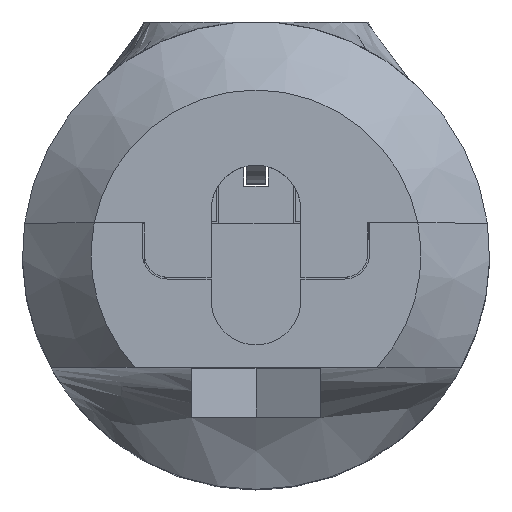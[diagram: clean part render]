
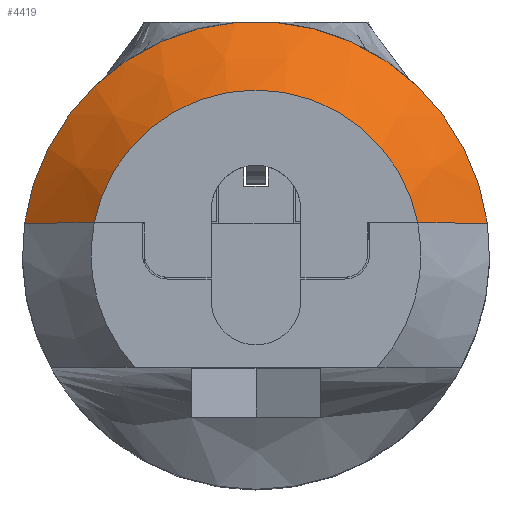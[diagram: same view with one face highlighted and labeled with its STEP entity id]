
A CAD part, top view. The second image highlights one B-rep face of the part: STEP entity #4419.
In plain terms, the highlighted conical face has half-angle 45 degrees and reference radius 7.986 mm.
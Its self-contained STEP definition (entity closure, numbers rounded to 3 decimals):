
#1390=FACE_OUTER_BOUND('',#1627,.T.);
#1627=EDGE_LOOP('',(#3762,#3763,#3764,#3765));
#1808=CIRCLE('',#4795,6.611);
#1809=CIRCLE('',#4796,9.361);
#1866=(
BOUNDED_CURVE()
B_SPLINE_CURVE(2,(#7518,#7519,#7520),.UNSPECIFIED.,.F.,.F.)
B_SPLINE_CURVE_WITH_KNOTS((3,3),(3.492,4.321),
 .UNSPECIFIED.)
CURVE()
GEOMETRIC_REPRESENTATION_ITEM()
RATIONAL_B_SPLINE_CURVE((1.124,1.077,1.))
REPRESENTATION_ITEM('')
);
#1868=(
BOUNDED_CURVE()
B_SPLINE_CURVE(2,(#7545,#7546,#7547),.UNSPECIFIED.,.F.,.F.)
B_SPLINE_CURVE_WITH_KNOTS((3,3),(0.,0.828),.UNSPECIFIED.)
CURVE()
GEOMETRIC_REPRESENTATION_ITEM()
RATIONAL_B_SPLINE_CURVE((1.,1.077,1.124))
REPRESENTATION_ITEM('')
);
#2145=VERTEX_POINT('',#7515);
#2146=VERTEX_POINT('',#7517);
#2152=VERTEX_POINT('',#7542);
#2153=VERTEX_POINT('',#7544);
#2714=EDGE_CURVE('',#2146,#2145,#1866,.T.);
#2721=EDGE_CURVE('',#2145,#2152,#1808,.T.);
#2722=EDGE_CURVE('',#2152,#2153,#1868,.T.);
#2723=EDGE_CURVE('',#2153,#2146,#1809,.T.);
#3762=ORIENTED_EDGE('',*,*,#2714,.T.);
#3763=ORIENTED_EDGE('',*,*,#2721,.T.);
#3764=ORIENTED_EDGE('',*,*,#2722,.T.);
#3765=ORIENTED_EDGE('',*,*,#2723,.T.);
#4280=CONICAL_SURFACE('',#4794,7.986,0.785);
#4419=ADVANCED_FACE('',(#1390),#4280,.T.);
#4794=AXIS2_PLACEMENT_3D('',#7541,#5687,#5688);
#4795=AXIS2_PLACEMENT_3D('',#7543,#5689,#5690);
#4796=AXIS2_PLACEMENT_3D('',#7548,#5691,#5692);
#5687=DIRECTION('center_axis',(0.,0.,-1.));
#5688=DIRECTION('ref_axis',(-0.991,0.137,0.));
#5689=DIRECTION('center_axis',(0.,0.,-1.));
#5690=DIRECTION('ref_axis',(-0.991,0.137,0.));
#5691=DIRECTION('center_axis',(0.,0.,1.));
#5692=DIRECTION('ref_axis',(-0.991,0.137,0.));
#7515=CARTESIAN_POINT('',(-6.485,1.286,26.5));
#7517=CARTESIAN_POINT('',(-9.272,1.286,23.75));
#7518=CARTESIAN_POINT('Ctrl Pts',(-9.272,1.286,23.75));
#7519=CARTESIAN_POINT('Ctrl Pts',(-7.638,1.286,25.368));
#7520=CARTESIAN_POINT('Ctrl Pts',(-6.485,1.286,26.5));
#7541=CARTESIAN_POINT('Origin',(0.,0.,25.125));
#7542=CARTESIAN_POINT('',(6.485,1.286,26.5));
#7543=CARTESIAN_POINT('Origin',(0.,0.,26.5));
#7544=CARTESIAN_POINT('',(9.272,1.286,23.75));
#7545=CARTESIAN_POINT('Ctrl Pts',(6.485,1.286,26.5));
#7546=CARTESIAN_POINT('Ctrl Pts',(7.638,1.286,25.368));
#7547=CARTESIAN_POINT('Ctrl Pts',(9.272,1.286,23.75));
#7548=CARTESIAN_POINT('Origin',(0.,0.,23.75));
